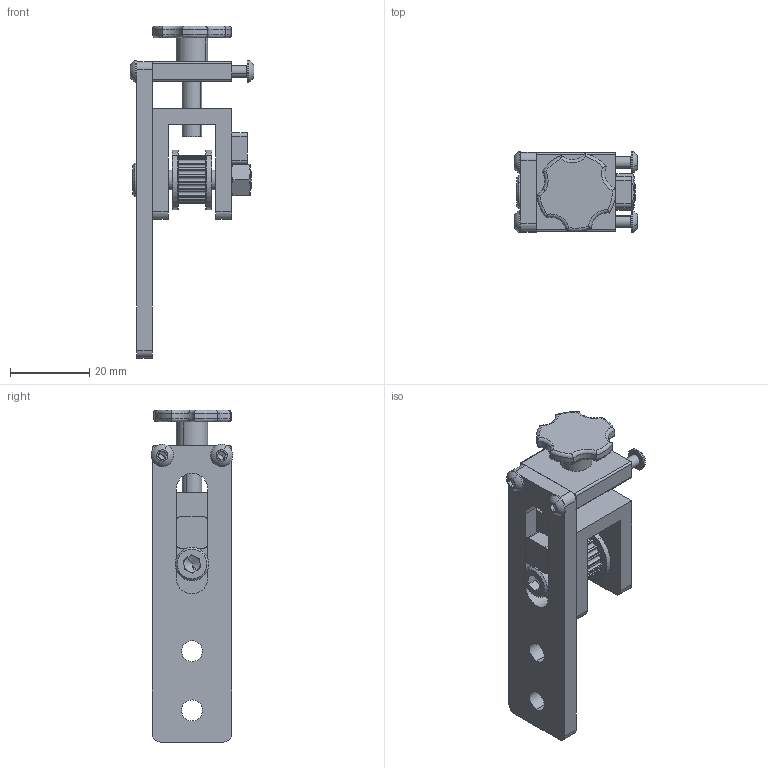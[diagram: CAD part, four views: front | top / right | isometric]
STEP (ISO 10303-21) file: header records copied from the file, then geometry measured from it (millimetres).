
FILE_DESCRIPTION (( 'STEP AP214' ), '1' );
FILE_NAME ('part cang1.STEP', '2025-04-26T14:00:45', ( '' ), ( '' ), 'SwSTEP 2.0', 'SolidWorks 2024', '' );
FILE_SCHEMA (( 'AUTOMOTIVE_DESIGN' ));
Length unit declared in the file: millimetre
Products named in the file (1): part căng1
Bounding box: 31.3 x 20.69 x 84 mm (x, y, z)
Volume: 15843.8 mm3; surface area: 13500.8 mm2
Topology: 15 solids, 15 shells, 657 faces, 1588 edges, 975 vertices
Faces by surface type: cylinder 260, plane 221, torus 86, cone 82, sphere 8
Entity records: 21010 total; most frequent: CARTESIAN_POINT 5238, DIRECTION 3510, ORIENTED_EDGE 3156, EDGE_CURVE 1578, AXIS2_PLACEMENT_3D 1488, VERTEX_POINT 975, CIRCLE 830, EDGE_LOOP 715
